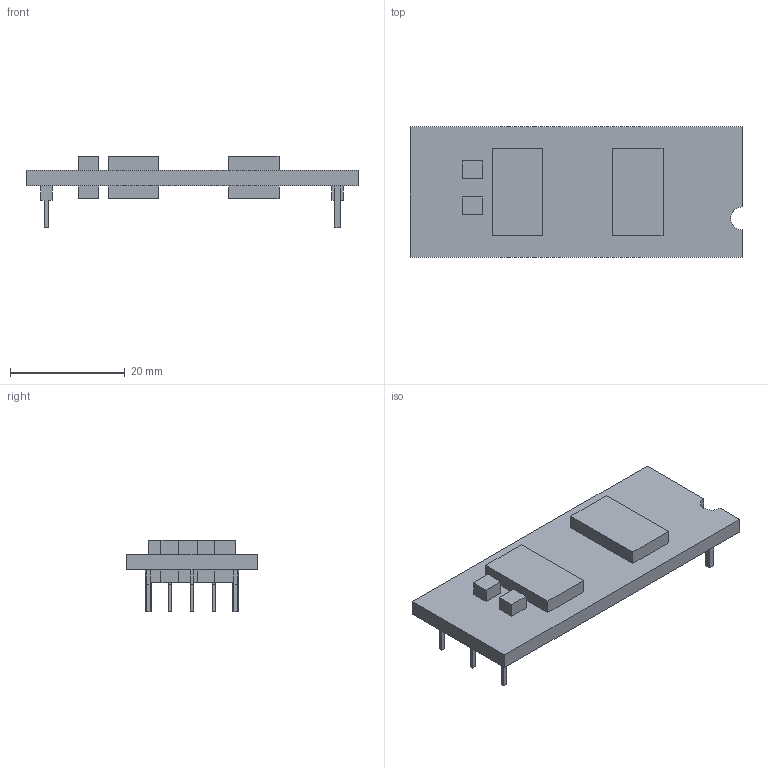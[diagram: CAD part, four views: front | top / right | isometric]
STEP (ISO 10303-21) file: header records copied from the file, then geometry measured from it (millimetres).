
FILE_DESCRIPTION(('FreeCAD Model'),'2;1');
FILE_NAME('555-1265-ND.step', '2017-04-03T15:51:49',('kicad StepUp'),('ksu MCAD'), 'Open CASCADE STEP processor 6.8','FreeCAD','Unknown');
FILE_SCHEMA(('AUTOMOTIVE_DESIGN_CC2 { 1 2 10303 214 -1 1 5 4 }'));
Length unit declared in the file: millimetre
Products named in the file (1): 555-1265-ND
Bounding box: 57.9 x 22.8 x 12.4 mm (x, y, z)
Volume: 4956.4 mm3; surface area: 3861.2 mm2
Topology: 1 solids, 1 shells, 112 faces, 282 edges, 188 vertices
Faces by surface type: plane 111, cylinder 1
Entity records: 4086 total; most frequent: CARTESIAN_POINT 583, ORIENTED_EDGE 564, DIRECTION 510, EDGE_CURVE 282, LINE 280, VECTOR 280, VERTEX_POINT 188, FACE_BOUND 128
